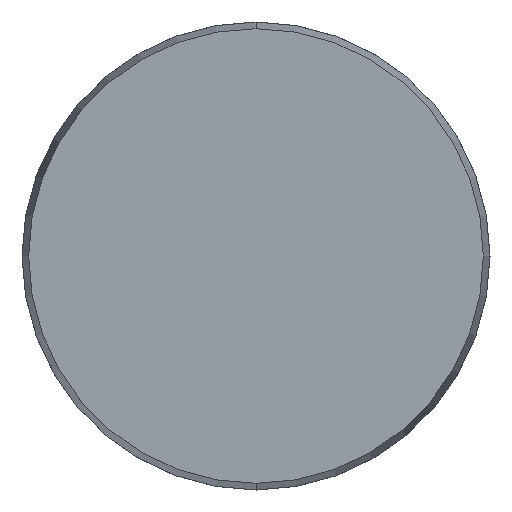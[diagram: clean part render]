
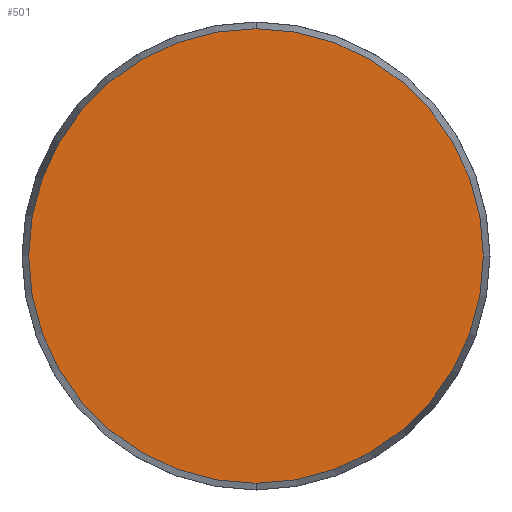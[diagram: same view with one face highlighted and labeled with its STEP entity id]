
A CAD part, front view. The second image highlights one B-rep face of the part: STEP entity #501.
In plain terms, the highlighted planar face has unit normal (0, -1, 0).
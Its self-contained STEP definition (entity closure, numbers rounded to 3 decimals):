
#7 = AXIS2_PLACEMENT_3D ( 'NONE', #1030, #108, #212 ) ;
#40 = PLANE ( 'NONE',  #544 ) ;
#61 = FACE_OUTER_BOUND ( 'NONE', #904, .T. ) ;
#64 = ORIENTED_EDGE ( 'NONE', *, *, #1070, .T. ) ;
#107 = VERTEX_POINT ( 'NONE', #257 ) ;
#108 = DIRECTION ( 'NONE',  ( 0., -1., 0. ) ) ;
#129 = CARTESIAN_POINT ( 'NONE',  ( -29.143, 0., 0. ) ) ;
#212 = DIRECTION ( 'NONE',  ( 0., 0., -1. ) ) ;
#227 = DIRECTION ( 'NONE',  ( 0., 0., 1. ) ) ;
#257 = CARTESIAN_POINT ( 'NONE',  ( 0., 0., 29.143 ) ) ;
#307 = CARTESIAN_POINT ( 'NONE',  ( 0., 0., -29.143 ) ) ;
#330 = DIRECTION ( 'NONE',  ( 0., 0., -1. ) ) ;
#382 = AXIS2_PLACEMENT_3D ( 'NONE', #1255, #1164, #330 ) ;
#501 = ADVANCED_FACE ( 'NONE', ( #61 ), #40, .F. ) ;
#544 = AXIS2_PLACEMENT_3D ( 'NONE', #129, #767, #227 ) ;
#562 = EDGE_CURVE ( 'NONE', #919, #107, #600, .T. ) ;
#600 = CIRCLE ( 'NONE', #382, 29.143 ) ;
#767 = DIRECTION ( 'NONE',  ( 0., 1., 0. ) ) ;
#904 = EDGE_LOOP ( 'NONE', ( #64, #1327 ) ) ;
#919 = VERTEX_POINT ( 'NONE', #307 ) ;
#1030 = CARTESIAN_POINT ( 'NONE',  ( 0., 0., 0. ) ) ;
#1070 = EDGE_CURVE ( 'NONE', #107, #919, #1132, .T. ) ;
#1132 = CIRCLE ( 'NONE', #7, 29.143 ) ;
#1164 = DIRECTION ( 'NONE',  ( 0., -1., 0. ) ) ;
#1255 = CARTESIAN_POINT ( 'NONE',  ( 0., 0., 0. ) ) ;
#1327 = ORIENTED_EDGE ( 'NONE', *, *, #562, .T. ) ;
